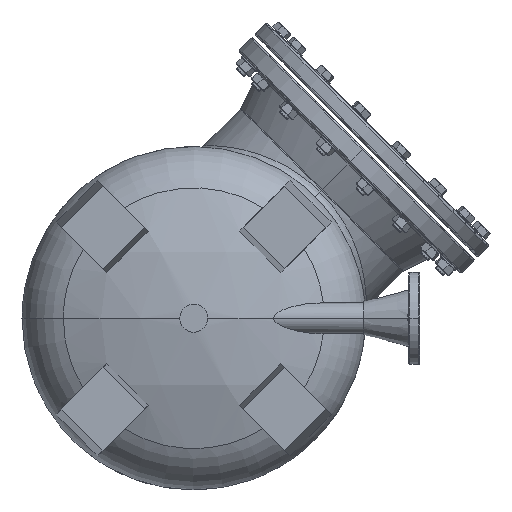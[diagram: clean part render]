
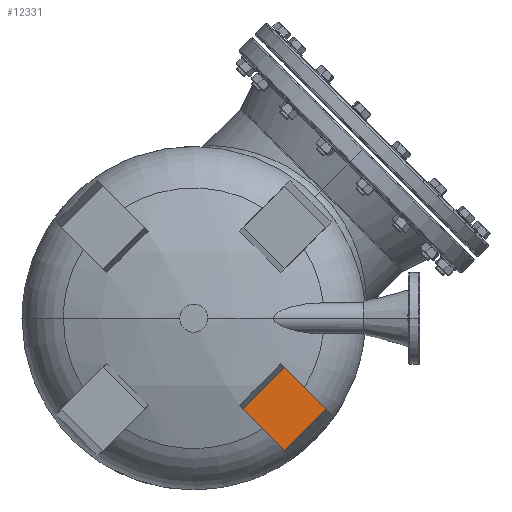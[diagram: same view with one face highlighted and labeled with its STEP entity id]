
A CAD part, front view. The second image highlights one B-rep face of the part: STEP entity #12331.
In plain terms, the highlighted planar face has unit normal (0, -1, 0).
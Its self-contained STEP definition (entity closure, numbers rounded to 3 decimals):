
#2862 = CARTESIAN_POINT ( 'NONE',  ( -25.766, -1228.202, -232.12 ) ) ;
#4985 = CARTESIAN_POINT ( 'NONE',  ( -1.017, -1228.202, -207.371 ) ) ;
#8374 = EDGE_CURVE ( 'NONE', #17665, #11742, #51474, .T. ) ;
#8386 = B_SPLINE_CURVE_WITH_KNOTS ( 'NONE', 3,
 ( #44405, #48745, #45476, #37119 ),
 .UNSPECIFIED., .F., .F.,
 ( 4, 4 ),
 ( 0., 1. ),
 .UNSPECIFIED. ) ;
#9466 = CARTESIAN_POINT ( 'NONE',  ( -50.515, -1228.202, -306.366 ) ) ;
#9532 = AXIS2_PLACEMENT_3D ( 'NONE', #33447, #48829, #20246 ) ;
#11205 = CARTESIAN_POINT ( 'NONE',  ( -75.263, -1228.202, -281.617 ) ) ;
#11742 = VERTEX_POINT ( 'NONE', #48819 ) ;
#12331 = ADVANCED_FACE ( 'NONE', ( #12670 ), #17013, .F. ) ;
#12670 = FACE_OUTER_BOUND ( 'NONE', #44002, .T. ) ;
#14165 = ORIENTED_EDGE ( 'NONE', *, *, #48877, .F. ) ;
#17013 = PLANE ( 'NONE',  #9532 ) ;
#17665 = VERTEX_POINT ( 'NONE', #27076 ) ;
#20246 = DIRECTION ( 'NONE',  ( -1., 0., 0. ) ) ;
#20906 = CARTESIAN_POINT ( 'NONE',  ( 73.229, -1228.202, -281.617 ) ) ;
#21286 = VERTEX_POINT ( 'NONE', #34346 ) ;
#26431 = CARTESIAN_POINT ( 'NONE',  ( -25.766, -1228.202, -331.114 ) ) ;
#27076 = CARTESIAN_POINT ( 'NONE',  ( -1.017, -1228.202, -355.863 ) ) ;
#27386 = ORIENTED_EDGE ( 'NONE', *, *, #51671, .F. ) ;
#28200 = CARTESIAN_POINT ( 'NONE',  ( -1.017, -1228.202, -207.371 ) ) ;
#30075 = CARTESIAN_POINT ( 'NONE',  ( 48.48, -1228.202, -256.868 ) ) ;
#31047 = CARTESIAN_POINT ( 'NONE',  ( -75.263, -1228.202, -281.617 ) ) ;
#31735 = CARTESIAN_POINT ( 'NONE',  ( -50.515, -1228.202, -256.868 ) ) ;
#33447 = CARTESIAN_POINT ( 'NONE',  ( -163.652, -1228.202, -118.982 ) ) ;
#34346 = CARTESIAN_POINT ( 'NONE',  ( 73.229, -1228.202, -281.617 ) ) ;
#37119 = CARTESIAN_POINT ( 'NONE',  ( -1.017, -1228.202, -355.863 ) ) ;
#41158 = VERTEX_POINT ( 'NONE', #50478 ) ;
#42157 = CARTESIAN_POINT ( 'NONE',  ( 23.732, -1228.202, -232.12 ) ) ;
#42596 = CARTESIAN_POINT ( 'NONE',  ( -1.017, -1228.202, -355.863 ) ) ;
#43519 = B_SPLINE_CURVE_WITH_KNOTS ( 'NONE', 3,
 ( #4985, #42157, #30075, #20906 ),
 .UNSPECIFIED., .F., .F.,
 ( 4, 4 ),
 ( 0., 1. ),
 .UNSPECIFIED. ) ;
#44002 = EDGE_LOOP ( 'NONE', ( #27386, #44350, #14165, #49519 ) ) ;
#44350 = ORIENTED_EDGE ( 'NONE', *, *, #8374, .F. ) ;
#44405 = CARTESIAN_POINT ( 'NONE',  ( 73.229, -1228.202, -281.617 ) ) ;
#45476 = CARTESIAN_POINT ( 'NONE',  ( 23.732, -1228.202, -331.114 ) ) ;
#46169 = B_SPLINE_CURVE_WITH_KNOTS ( 'NONE', 3,
 ( #11205, #31735, #2862, #28200 ),
 .UNSPECIFIED., .F., .F.,
 ( 4, 4 ),
 ( 0., 1. ),
 .UNSPECIFIED. ) ;
#47361 = EDGE_CURVE ( 'NONE', #41158, #21286, #43519, .T. ) ;
#48745 = CARTESIAN_POINT ( 'NONE',  ( 48.48, -1228.202, -306.366 ) ) ;
#48819 = CARTESIAN_POINT ( 'NONE',  ( -75.263, -1228.202, -281.617 ) ) ;
#48829 = DIRECTION ( 'NONE',  ( 0., 1., 0. ) ) ;
#48877 = EDGE_CURVE ( 'NONE', #21286, #17665, #8386, .T. ) ;
#49519 = ORIENTED_EDGE ( 'NONE', *, *, #47361, .F. ) ;
#50478 = CARTESIAN_POINT ( 'NONE',  ( -1.017, -1228.202, -207.371 ) ) ;
#51474 = B_SPLINE_CURVE_WITH_KNOTS ( 'NONE', 3,
 ( #42596, #26431, #9466, #31047 ),
 .UNSPECIFIED., .F., .F.,
 ( 4, 4 ),
 ( 0., 1. ),
 .UNSPECIFIED. ) ;
#51671 = EDGE_CURVE ( 'NONE', #11742, #41158, #46169, .T. ) ;
